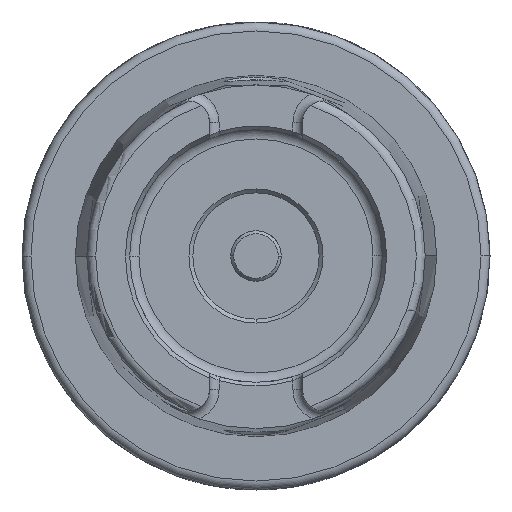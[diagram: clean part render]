
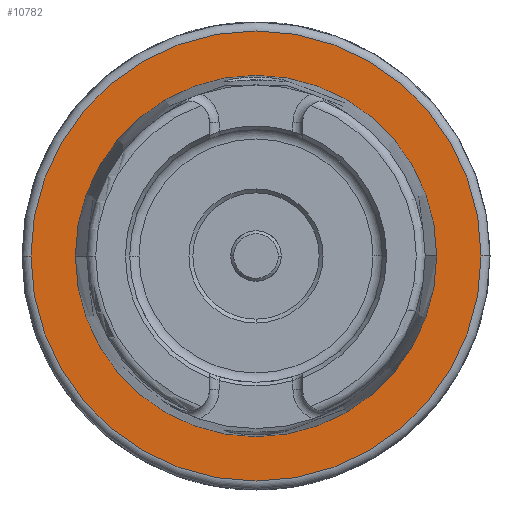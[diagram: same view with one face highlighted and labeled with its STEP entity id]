
A CAD part, left-side view. The second image highlights one B-rep face of the part: STEP entity #10782.
In plain terms, the highlighted planar face has unit normal (-1, 0, 0).
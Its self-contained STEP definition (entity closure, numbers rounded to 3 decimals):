
#5016 = DIRECTION ( 'NONE',  ( 0., -1., 0. ) ) ;
#5017 = DIRECTION ( 'NONE',  ( -1., 0., 0. ) ) ;
#5018 = CARTESIAN_POINT ( 'NONE',  ( 0., 24.321, 0. ) ) ;
#5020 = AXIS2_PLACEMENT_3D ( 'NONE', #5018, #5017, #5016 ) ;
#5021 = PLANE ( 'NONE',  #5020 ) ;
#5022 = FACE_OUTER_BOUND ( 'NONE', #10871, .T. ) ;
#5028 = FACE_BOUND ( 'NONE', #10780, .T. ) ;
#5283 = DIRECTION ( 'NONE',  ( 0., 1., 0. ) ) ;
#5284 = DIRECTION ( 'NONE',  ( 1., 0., 0. ) ) ;
#5285 = CARTESIAN_POINT ( 'NONE',  ( 0., 0., 0. ) ) ;
#5286 = AXIS2_PLACEMENT_3D ( 'NONE', #5285, #5284, #5283 ) ;
#5287 = CIRCLE ( 'NONE', #5286, 24.321 ) ;
#5680 = DIRECTION ( 'NONE',  ( 0., 1., 0. ) ) ;
#5681 = DIRECTION ( 'NONE',  ( 1., 0., 0. ) ) ;
#5682 = CARTESIAN_POINT ( 'NONE',  ( 0., 0., 0. ) ) ;
#5683 = AXIS2_PLACEMENT_3D ( 'NONE', #5682, #5681, #5680 ) ;
#5684 = CIRCLE ( 'NONE', #5683, 30.3 ) ;
#6636 = CARTESIAN_POINT ( 'NONE',  ( 0., 24.321, 0. ) ) ;
#6655 = CARTESIAN_POINT ( 'NONE',  ( 0., -24.321, 0. ) ) ;
#6689 = DIRECTION ( 'NONE',  ( 0., 1., 0. ) ) ;
#6690 = DIRECTION ( 'NONE',  ( 1., 0., 0. ) ) ;
#6691 = CARTESIAN_POINT ( 'NONE',  ( 0., 0., 0. ) ) ;
#6692 = AXIS2_PLACEMENT_3D ( 'NONE', #6691, #6690, #6689 ) ;
#6693 = CIRCLE ( 'NONE', #6692, 30.3 ) ;
#6700 = CARTESIAN_POINT ( 'NONE',  ( 0., 30.3, 0. ) ) ;
#6701 = DIRECTION ( 'NONE',  ( 0., 1., 0. ) ) ;
#6702 = DIRECTION ( 'NONE',  ( 1., 0., 0. ) ) ;
#6703 = CARTESIAN_POINT ( 'NONE',  ( 0., 0., 0. ) ) ;
#6704 = AXIS2_PLACEMENT_3D ( 'NONE', #6703, #6702, #6701 ) ;
#6705 = CIRCLE ( 'NONE', #6704, 24.321 ) ;
#6707 = CARTESIAN_POINT ( 'NONE',  ( 0., -30.3, 0. ) ) ;
#10779 = ORIENTED_EDGE ( 'NONE', *, *, #11591, .T. ) ;
#10780 = EDGE_LOOP ( 'NONE', ( #10779, #10857 ) ) ;
#10782 = ADVANCED_FACE ( 'NONE', ( #5028, #5022 ), #5021, .T. ) ;
#10845 = ORIENTED_EDGE ( 'NONE', *, *, #11021, .F. ) ;
#10857 = ORIENTED_EDGE ( 'NONE', *, *, #10865, .T. ) ;
#10862 = ORIENTED_EDGE ( 'NONE', *, *, #11599, .F. ) ;
#10865 = EDGE_CURVE ( 'NONE', #11573, #11562, #5287, .T. ) ;
#10871 = EDGE_LOOP ( 'NONE', ( #10862, #10845 ) ) ;
#11021 = EDGE_CURVE ( 'NONE', #11587, #11593, #5684, .T. ) ;
#11562 = VERTEX_POINT ( 'NONE', #6636 ) ;
#11573 = VERTEX_POINT ( 'NONE', #6655 ) ;
#11587 = VERTEX_POINT ( 'NONE', #6707 ) ;
#11591 = EDGE_CURVE ( 'NONE', #11562, #11573, #6705, .T. ) ;
#11593 = VERTEX_POINT ( 'NONE', #6700 ) ;
#11599 = EDGE_CURVE ( 'NONE', #11593, #11587, #6693, .T. ) ;
